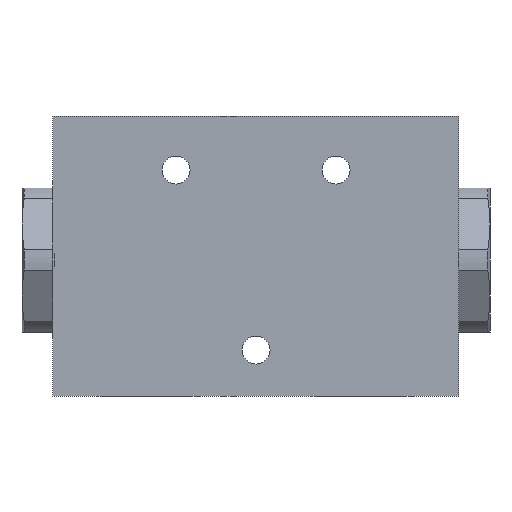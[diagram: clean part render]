
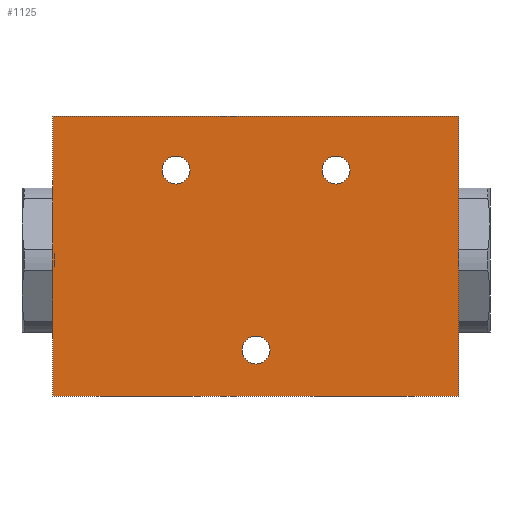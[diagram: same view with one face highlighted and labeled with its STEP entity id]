
A CAD part, front view. The second image highlights one B-rep face of the part: STEP entity #1125.
In plain terms, the highlighted planar face has unit normal (0, -1, 0).
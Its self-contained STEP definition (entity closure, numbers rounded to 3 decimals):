
#92=LINE('',#1757,#130);
#94=LINE('',#1773,#132);
#99=LINE('',#1782,#137);
#100=LINE('',#1786,#138);
#102=LINE('',#1802,#140);
#107=LINE('',#1811,#145);
#108=LINE('',#1849,#146);
#109=LINE('',#1850,#147);
#130=VECTOR('',#1388,0.25);
#132=VECTOR('',#1410,34.);
#137=VECTOR('',#1417,36.);
#138=VECTOR('',#1420,0.25);
#140=VECTOR('',#1442,36.);
#145=VECTOR('',#1449,34.);
#146=VECTOR('',#1500,101.5);
#147=VECTOR('',#1501,101.5);
#216=FACE_BOUND('',#379,.T.);
#217=FACE_BOUND('',#380,.T.);
#218=FACE_BOUND('',#381,.T.);
#276=FACE_OUTER_BOUND('',#378,.T.);
#378=EDGE_LOOP('',(#854,#855,#856,#857,#858,#859,#860,#861,#862,#863));
#379=EDGE_LOOP('',(#864));
#380=EDGE_LOOP('',(#865));
#381=EDGE_LOOP('',(#866));
#461=CIRCLE('',#1190,3.5);
#463=CIRCLE('',#1193,3.5);
#465=CIRCLE('',#1196,3.5);
#539=VERTEX_POINT('',#1742);
#541=VERTEX_POINT('',#1747);
#543=VERTEX_POINT('',#1752);
#544=VERTEX_POINT('',#1755);
#545=VERTEX_POINT('',#1756);
#549=VERTEX_POINT('',#1772);
#552=VERTEX_POINT('',#1780);
#553=VERTEX_POINT('',#1784);
#554=VERTEX_POINT('',#1785);
#558=VERTEX_POINT('',#1801);
#561=VERTEX_POINT('',#1809);
#642=EDGE_CURVE('',#539,#539,#461,.T.);
#644=EDGE_CURVE('',#541,#541,#463,.T.);
#646=EDGE_CURVE('',#543,#543,#465,.T.);
#647=EDGE_CURVE('',#544,#545,#92,.T.);
#654=EDGE_CURVE('',#549,#545,#94,.T.);
#659=EDGE_CURVE('',#545,#552,#99,.T.);
#660=EDGE_CURVE('',#553,#554,#100,.T.);
#667=EDGE_CURVE('',#558,#554,#102,.T.);
#672=EDGE_CURVE('',#554,#561,#107,.T.);
#685=EDGE_CURVE('',#561,#549,#108,.T.);
#686=EDGE_CURVE('',#552,#558,#109,.T.);
#854=ORIENTED_EDGE('',*,*,#685,.T.);
#855=ORIENTED_EDGE('',*,*,#654,.T.);
#856=ORIENTED_EDGE('',*,*,#647,.F.);
#857=ORIENTED_EDGE('',*,*,#647,.T.);
#858=ORIENTED_EDGE('',*,*,#659,.T.);
#859=ORIENTED_EDGE('',*,*,#686,.T.);
#860=ORIENTED_EDGE('',*,*,#667,.T.);
#861=ORIENTED_EDGE('',*,*,#660,.F.);
#862=ORIENTED_EDGE('',*,*,#660,.T.);
#863=ORIENTED_EDGE('',*,*,#672,.T.);
#864=ORIENTED_EDGE('',*,*,#642,.T.);
#865=ORIENTED_EDGE('',*,*,#644,.T.);
#866=ORIENTED_EDGE('',*,*,#646,.T.);
#1076=PLANE('',#1245);
#1125=ADVANCED_FACE('',(#276,#216,#217,#218),#1076,.T.);
#1190=AXIS2_PLACEMENT_3D('',#1743,#1372,#1373);
#1193=AXIS2_PLACEMENT_3D('',#1748,#1378,#1379);
#1196=AXIS2_PLACEMENT_3D('',#1753,#1384,#1385);
#1245=AXIS2_PLACEMENT_3D('',#1848,#1498,#1499);
#1372=DIRECTION('center_axis',(0.,1.,0.));
#1373=DIRECTION('ref_axis',(1.,0.,0.));
#1378=DIRECTION('center_axis',(0.,1.,0.));
#1379=DIRECTION('ref_axis',(1.,0.,0.));
#1384=DIRECTION('center_axis',(0.,1.,0.));
#1385=DIRECTION('ref_axis',(1.,0.,0.));
#1388=DIRECTION('',(1.,0.,0.));
#1410=DIRECTION('',(0.,0.,1.));
#1417=DIRECTION('',(0.,0.,1.));
#1420=DIRECTION('',(-1.,0.,0.));
#1442=DIRECTION('',(0.,0.,-1.));
#1449=DIRECTION('',(0.,0.,-1.));
#1498=DIRECTION('center_axis',(0.,-1.,0.));
#1499=DIRECTION('ref_axis',(0.,0.,-1.));
#1500=DIRECTION('',(1.,0.,0.));
#1501=DIRECTION('',(-1.,0.,0.));
#1742=CARTESIAN_POINT('',(-16.5,-20.,21.5));
#1743=CARTESIAN_POINT('Origin',(-20.,-20.,21.5));
#1747=CARTESIAN_POINT('',(23.5,-20.,21.5));
#1748=CARTESIAN_POINT('Origin',(20.,-20.,21.5));
#1752=CARTESIAN_POINT('',(3.5,-20.,-23.5));
#1753=CARTESIAN_POINT('Origin',(0.,-20.,-23.5));
#1755=CARTESIAN_POINT('',(50.5,-20.,-1.));
#1756=CARTESIAN_POINT('',(50.75,-20.,-1.));
#1757=CARTESIAN_POINT('',(50.625,-20.,-1.));
#1772=CARTESIAN_POINT('',(50.75,-20.,-35.));
#1773=CARTESIAN_POINT('',(50.75,-20.,-35.));
#1780=CARTESIAN_POINT('',(50.75,-20.,35.));
#1782=CARTESIAN_POINT('',(50.75,-20.,-35.));
#1784=CARTESIAN_POINT('',(-50.5,-20.,-1.));
#1785=CARTESIAN_POINT('',(-50.75,-20.,-1.));
#1786=CARTESIAN_POINT('',(-50.625,-20.,-1.));
#1801=CARTESIAN_POINT('',(-50.75,-20.,35.));
#1802=CARTESIAN_POINT('',(-50.75,-20.,35.));
#1809=CARTESIAN_POINT('',(-50.75,-20.,-35.));
#1811=CARTESIAN_POINT('',(-50.75,-20.,35.));
#1848=CARTESIAN_POINT('Origin',(0.,-20.,0.));
#1849=CARTESIAN_POINT('',(-50.75,-20.,-35.));
#1850=CARTESIAN_POINT('',(50.75,-20.,35.));
